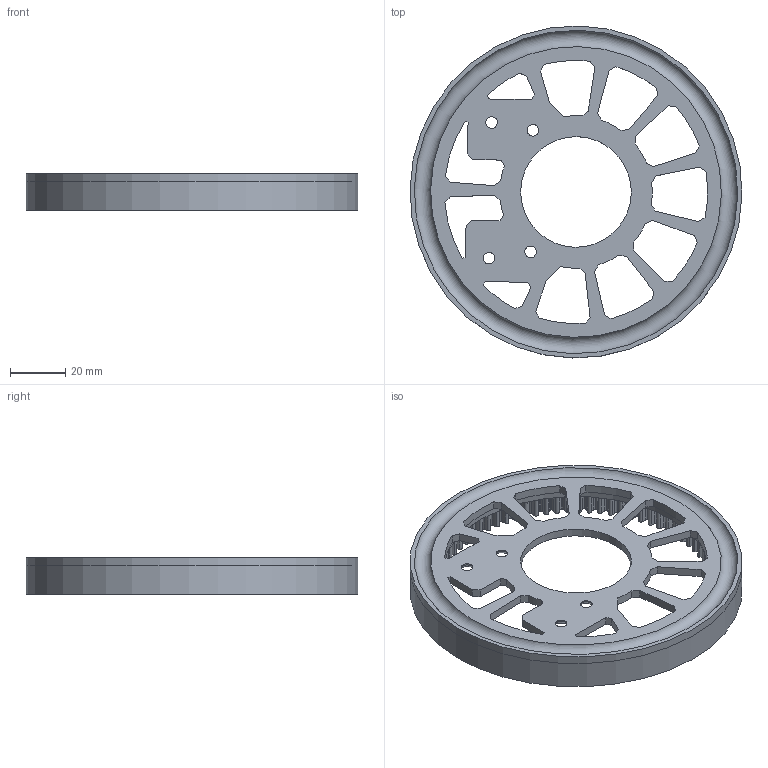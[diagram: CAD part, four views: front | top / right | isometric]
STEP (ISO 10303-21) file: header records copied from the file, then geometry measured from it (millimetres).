
FILE_DESCRIPTION(/* description */ (''),/* implementation_level */ '2;1');
FILE_NAME(/* name */ 'Tandwielschijf.step',/* time_stamp */ '2024-09-26T14:32:04+02:00',/* author */ (''),/* organization */ (''),/* preprocessor_version */ 'ST-DEVELOPER v20',/* originating_system */ 'Autodesk Translation Framework v13.14.0.145',/* authorisation */ '');
FILE_SCHEMA (('AUTOMOTIVE_DESIGN { 1 0 10303 214 3 1 1 }'));
Length unit declared in the file: millimetre
Products named in the file (3): Samenstelling; Rotatieschijf; Component1
Assembly tree (2 placements, depth 3):
  Samenstelling
    Rotatieschijf
      Component1
Bounding box: 119.98 x 119.98 x 13.25 mm (x, y, z)
Volume: 50451.4 mm3; surface area: 36064 mm2
Topology: 2 solids, 2 shells, 589 faces, 1742 edges, 1160 vertices
Faces by surface type: cylinder 508, plane 75, cone 4, torus 2
Full cylindrical faces by diameter (mm): 4.2 x4, 40 x1, 97 x1, 120 x2
Entity records: 20417 total; most frequent: DIRECTION 3956, CARTESIAN_POINT 3496, ORIENTED_EDGE 3484, EDGE_CURVE 1742, AXIS2_PLACEMENT_3D 1620, VERTEX_POINT 1160, CIRCLE 1026, LINE 716
